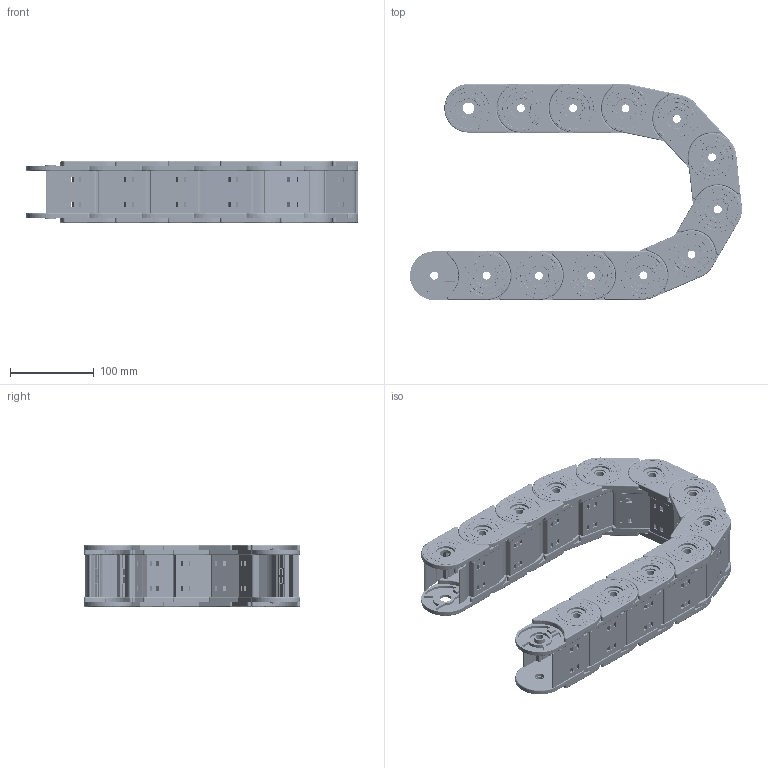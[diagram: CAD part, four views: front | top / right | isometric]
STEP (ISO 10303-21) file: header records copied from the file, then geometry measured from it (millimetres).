
FILE_DESCRIPTION (( 'STEP AP214' ), '1' );
FILE_NAME ('CK42-K050-R100.STEP', '2019-09-10T07:29:59', ( '' ), ( '' ), 'SwSTEP 2.0', 'SolidWorks 2017', '' );
FILE_SCHEMA (( 'AUTOMOTIVE_DESIGN' ));
Length unit declared in the file: millimetre
Products named in the file (2): CK42-K050-R100; CK42-K050
Assembly tree (12 placements, depth 2):
  CK42-K050-R100
    CK42-K050  x12
Bounding box: 396.73 x 258 x 74.8 mm (x, y, z)
Volume: 1046079.5 mm3; surface area: 686967.7 mm2
Topology: 48 solids, 48 shells, 7056 faces, 19056 edges, 12480 vertices
Faces by surface type: plane 3432, cylinder 2880, bspline 744
Entity records: 33242 total; most frequent: CARTESIAN_POINT 19388, ORIENTED_EDGE 3168, DIRECTION 2276, EDGE_CURVE 1584, VERTEX_POINT 1040, VECTOR 938, LINE 938, AXIS2_PLACEMENT_3D 669
